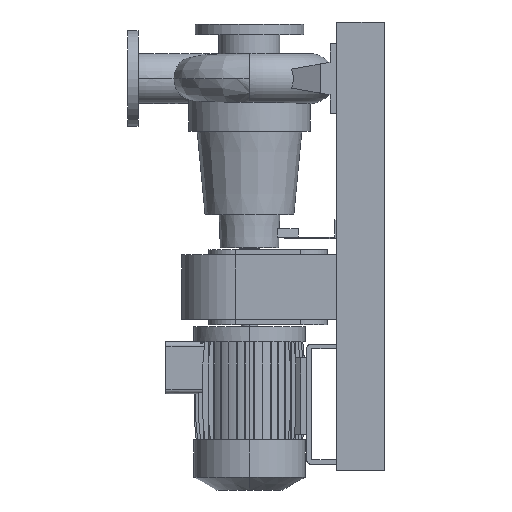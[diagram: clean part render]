
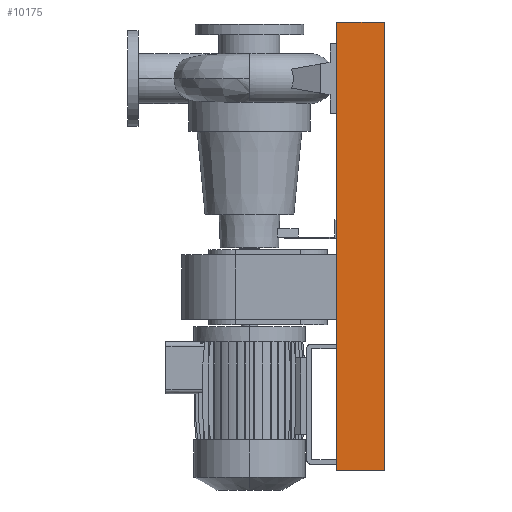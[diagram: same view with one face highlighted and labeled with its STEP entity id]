
A CAD part, left-side view. The second image highlights one B-rep face of the part: STEP entity #10175.
In plain terms, the highlighted planar face has unit normal (-1, 0, 0).
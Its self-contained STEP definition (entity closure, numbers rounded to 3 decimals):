
#846 = VECTOR ( 'NONE', #1658, 1000. ) ;
#1282 = DIRECTION ( 'NONE',  ( 0., -1., 0. ) ) ;
#1442 = LINE ( 'NONE', #19849, #846 ) ;
#1658 = DIRECTION ( 'NONE',  ( 0., 0., 1. ) ) ;
#1926 = PLANE ( 'NONE',  #14427 ) ;
#2255 = CARTESIAN_POINT ( 'NONE',  ( -200., -55., -515. ) ) ;
#2265 = ORIENTED_EDGE ( 'NONE', *, *, #3106, .T. ) ;
#2356 = CARTESIAN_POINT ( 'NONE',  ( -200., 55., 515. ) ) ;
#2367 = EDGE_CURVE ( 'NONE', #19818, #7547, #1442, .T. ) ;
#3019 = CARTESIAN_POINT ( 'NONE',  ( -200., 55., -515. ) ) ;
#3027 = LINE ( 'NONE', #16427, #6743 ) ;
#3106 = EDGE_CURVE ( 'NONE', #12609, #19818, #16987, .T. ) ;
#3553 = FACE_OUTER_BOUND ( 'NONE', #18140, .T. ) ;
#3954 = ORIENTED_EDGE ( 'NONE', *, *, #10029, .F. ) ;
#4289 = LINE ( 'NONE', #21169, #16682 ) ;
#4398 = DIRECTION ( 'NONE',  ( 0., 0., 1. ) ) ;
#4703 = EDGE_CURVE ( 'NONE', #12609, #12926, #4289, .T. ) ;
#4900 = ORIENTED_EDGE ( 'NONE', *, *, #2367, .T. ) ;
#5513 = DIRECTION ( 'NONE',  ( 0., 0., 1. ) ) ;
#6743 = VECTOR ( 'NONE', #1282, 1000. ) ;
#6835 = ORIENTED_EDGE ( 'NONE', *, *, #4703, .F. ) ;
#7547 = VERTEX_POINT ( 'NONE', #15358 ) ;
#8717 = DIRECTION ( 'NONE',  ( 0., -1., 0. ) ) ;
#10029 = EDGE_CURVE ( 'NONE', #12926, #7547, #3027, .T. ) ;
#10175 = ADVANCED_FACE ( 'NONE', ( #3553 ), #1926, .T. ) ;
#10688 = CARTESIAN_POINT ( 'NONE',  ( -200., -55., -515. ) ) ;
#10784 = VECTOR ( 'NONE', #8717, 1000. ) ;
#12609 = VERTEX_POINT ( 'NONE', #3019 ) ;
#12926 = VERTEX_POINT ( 'NONE', #2356 ) ;
#14427 = AXIS2_PLACEMENT_3D ( 'NONE', #2255, #20441, #5513 ) ;
#15358 = CARTESIAN_POINT ( 'NONE',  ( -200., -55., 515. ) ) ;
#15367 = CARTESIAN_POINT ( 'NONE',  ( -200., -55., -515. ) ) ;
#16427 = CARTESIAN_POINT ( 'NONE',  ( -200., -55., 515. ) ) ;
#16682 = VECTOR ( 'NONE', #4398, 1000. ) ;
#16987 = LINE ( 'NONE', #15367, #10784 ) ;
#18140 = EDGE_LOOP ( 'NONE', ( #3954, #6835, #2265, #4900 ) ) ;
#19818 = VERTEX_POINT ( 'NONE', #10688 ) ;
#19849 = CARTESIAN_POINT ( 'NONE',  ( -200., -55., -515. ) ) ;
#20441 = DIRECTION ( 'NONE',  ( -1., 0., 0. ) ) ;
#21169 = CARTESIAN_POINT ( 'NONE',  ( -200., 55., -515. ) ) ;
